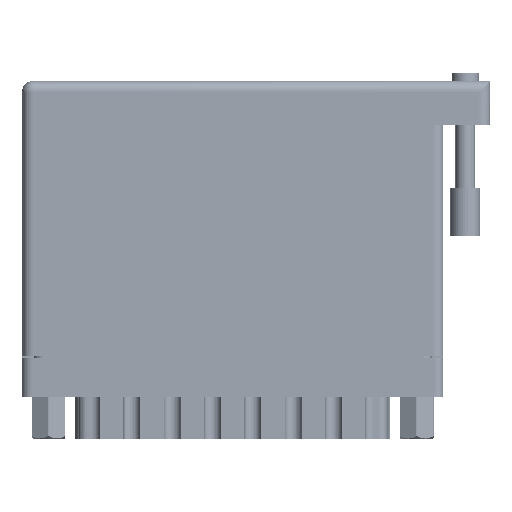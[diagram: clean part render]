
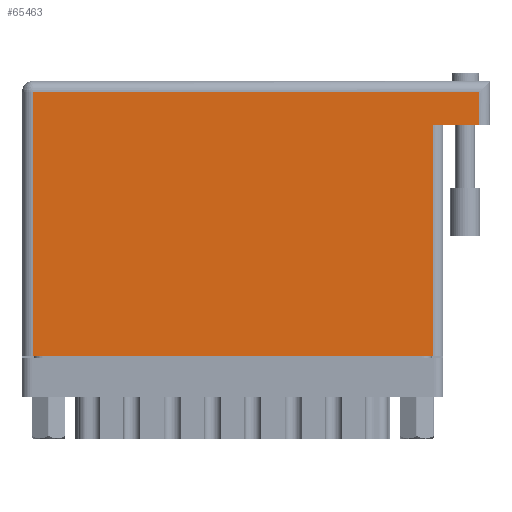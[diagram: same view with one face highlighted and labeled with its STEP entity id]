
A CAD part, front view. The second image highlights one B-rep face of the part: STEP entity #65463.
In plain terms, the highlighted face is planar.
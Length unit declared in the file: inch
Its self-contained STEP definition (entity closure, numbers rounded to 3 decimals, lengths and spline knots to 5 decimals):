
#4989 = EDGE_CURVE ( 'NONE', #68870, #63450, #71097, .T. ) ;
#8195 = AXIS2_PLACEMENT_3D ( 'NONE', #26451, #19713, #78483 ) ;
#8521 = ORIENTED_EDGE ( 'NONE', *, *, #64303, .F. ) ;
#10497 = VECTOR ( 'NONE', #13179, 39.37008 ) ;
#13179 = DIRECTION ( 'NONE',  ( -1., 0., 0. ) ) ;
#13193 = CARTESIAN_POINT ( 'NONE',  ( 0.07, 0., 0. ) ) ;
#14806 = VECTOR ( 'NONE', #21531, 39.37008 ) ;
#15428 = CARTESIAN_POINT ( 'NONE',  ( 0., 0., 0. ) ) ;
#15844 = VECTOR ( 'NONE', #18164, 39.37008 ) ;
#16055 = CARTESIAN_POINT ( 'NONE',  ( 2.648, 1.495, 0. ) ) ;
#17630 = VECTOR ( 'NONE', #36012, 39.37008 ) ;
#17650 = CARTESIAN_POINT ( 'NONE',  ( 0.07, 1.705, 0. ) ) ;
#17700 = LINE ( 'NONE', #84967, #10497 ) ;
#18164 = DIRECTION ( 'NONE',  ( -1., 0., 0. ) ) ;
#19713 = DIRECTION ( 'NONE',  ( 0., 0., -1. ) ) ;
#21531 = DIRECTION ( 'NONE',  ( 1., 0., 0. ) ) ;
#26451 = CARTESIAN_POINT ( 'NONE',  ( 0., 1.775, 0. ) ) ;
#29487 = CARTESIAN_POINT ( 'NONE',  ( 2.948, 1.705, 0. ) ) ;
#36012 = DIRECTION ( 'NONE',  ( 0., 1., 0. ) ) ;
#36123 = CARTESIAN_POINT ( 'NONE',  ( 2.948, 1.495, 0. ) ) ;
#36860 = VERTEX_POINT ( 'NONE', #29487 ) ;
#38109 = ORIENTED_EDGE ( 'NONE', *, *, #75901, .T. ) ;
#38610 = ORIENTED_EDGE ( 'NONE', *, *, #4989, .T. ) ;
#44359 = DIRECTION ( 'NONE',  ( 0., 1., 0. ) ) ;
#44830 = LINE ( 'NONE', #64731, #15844 ) ;
#49485 = ORIENTED_EDGE ( 'NONE', *, *, #74469, .T. ) ;
#52367 = VECTOR ( 'NONE', #59201, 39.37008 ) ;
#52798 = LINE ( 'NONE', #16055, #17630 ) ;
#59201 = DIRECTION ( 'NONE',  ( 0., -1., 0. ) ) ;
#61169 = FACE_OUTER_BOUND ( 'NONE', #61486, .T. ) ;
#61304 = ORIENTED_EDGE ( 'NONE', *, *, #63341, .T. ) ;
#61486 = EDGE_LOOP ( 'NONE', ( #61304, #38109, #8521, #76834, #49485, #38610 ) ) ;
#62202 = VERTEX_POINT ( 'NONE', #36123 ) ;
#62572 = CARTESIAN_POINT ( 'NONE',  ( 0.07, 0., 0. ) ) ;
#63341 = EDGE_CURVE ( 'NONE', #63450, #70457, #68705, .T. ) ;
#63450 = VERTEX_POINT ( 'NONE', #62572 ) ;
#64303 = EDGE_CURVE ( 'NONE', #62202, #76684, #44830, .T. ) ;
#64731 = CARTESIAN_POINT ( 'NONE',  ( 3.018, 1.495, 0. ) ) ;
#65463 = ADVANCED_FACE ( 'NONE', ( #61169 ), #85415, .F. ) ;
#68705 = LINE ( 'NONE', #15428, #14806 ) ;
#68870 = VERTEX_POINT ( 'NONE', #17650 ) ;
#70457 = VERTEX_POINT ( 'NONE', #81333 ) ;
#70762 = LINE ( 'NONE', #77637, #77004 ) ;
#71097 = LINE ( 'NONE', #13193, #52367 ) ;
#74469 = EDGE_CURVE ( 'NONE', #36860, #68870, #17700, .T. ) ;
#75901 = EDGE_CURVE ( 'NONE', #70457, #76684, #52798, .T. ) ;
#76684 = VERTEX_POINT ( 'NONE', #79292 ) ;
#76834 = ORIENTED_EDGE ( 'NONE', *, *, #83143, .T. ) ;
#77004 = VECTOR ( 'NONE', #44359, 39.37008 ) ;
#77637 = CARTESIAN_POINT ( 'NONE',  ( 2.948, 1.775, 0. ) ) ;
#78483 = DIRECTION ( 'NONE',  ( -1., 0., 0. ) ) ;
#79292 = CARTESIAN_POINT ( 'NONE',  ( 2.648, 1.495, 0. ) ) ;
#81333 = CARTESIAN_POINT ( 'NONE',  ( 2.648, 0., 0. ) ) ;
#83143 = EDGE_CURVE ( 'NONE', #62202, #36860, #70762, .T. ) ;
#84967 = CARTESIAN_POINT ( 'NONE',  ( 0., 1.705, 0. ) ) ;
#85415 = PLANE ( 'NONE',  #8195 ) ;
